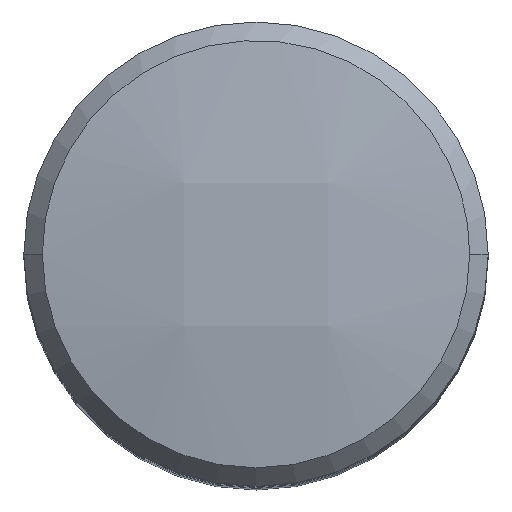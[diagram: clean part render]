
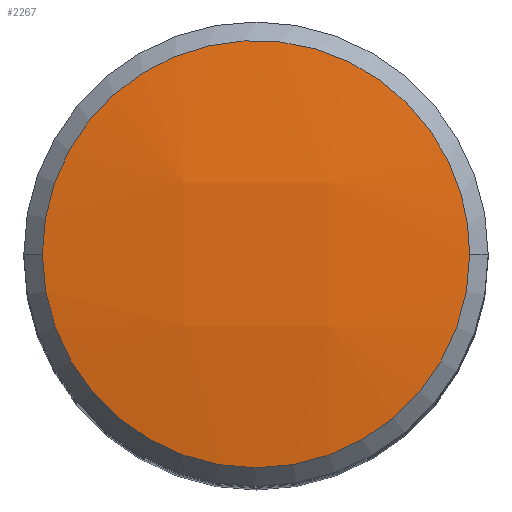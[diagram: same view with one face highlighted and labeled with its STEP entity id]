
A CAD part, top view. The second image highlights one B-rep face of the part: STEP entity #2267.
In plain terms, the highlighted free-form (B-spline) face has degree [3, 3] with [4, 4] control points.
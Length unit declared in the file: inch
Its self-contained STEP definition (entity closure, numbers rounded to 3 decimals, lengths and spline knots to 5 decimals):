
#3 = CARTESIAN_POINT ( 'NONE',  ( 0.4407, 0.57542, 6.97987 ) ) ;
#18 = CARTESIAN_POINT ( 'NONE',  ( -0.47874, 0.54571, 6.97987 ) ) ;
#223 = CARTESIAN_POINT ( 'NONE',  ( -0.36266, 0.62891, 6.97987 ) ) ;
#233 = CARTESIAN_POINT ( 'NONE',  ( 0.18755, 0.7013, 6.97987 ) ) ;
#244 = CARTESIAN_POINT ( 'NONE',  ( -0.09469, 0.71976, 6.97987 ) ) ;
#292 = CARTESIAN_POINT ( 'NONE',  ( -0.733, -0.72283, 6.9108 ) ) ;
#406 =( BOUNDED_SURFACE ( )  B_SPLINE_SURFACE ( 3, 3, ( 
 ( #996, #2044, #786, #1519 ),
 ( #3279, #2285, #1073, #1327 ),
 ( #2321, #2560, #520, #547 ),
 ( #2548, #1057, #1783, #292 ) ),
 .UNSPECIFIED., .F., .F., .F. ) 
 B_SPLINE_SURFACE_WITH_KNOTS ( ( 4, 4 ),
 ( 4, 4 ),
 ( 0., 1. ),
 ( 0., 1. ),
 .UNSPECIFIED. ) 
 GEOMETRIC_REPRESENTATION_ITEM ( )  RATIONAL_B_SPLINE_SURFACE ( (
 ( 1., 0.988, 0.988, 1.),
 ( 0.989, 0.977, 0.977, 0.989),
 ( 0.989, 0.977, 0.977, 0.989),
 ( 1., 0.988, 0.988, 1.) ) ) 
 REPRESENTATION_ITEM ( '' )  SURFACE ( )  );
#484 = CARTESIAN_POINT ( 'NONE',  ( -0.25557, 0.67824, 6.97987 ) ) ;
#502 = CARTESIAN_POINT ( 'NONE',  ( 0.57563, 0.44232, 6.97987 ) ) ;
#512 = CARTESIAN_POINT ( 'NONE',  ( 0.62727, 0.36314, 6.97987 ) ) ;
#520 = CARTESIAN_POINT ( 'NONE',  ( -0.24716, -0.24887, 7.09284 ) ) ;
#523 = CARTESIAN_POINT ( 'NONE',  ( -0.54468, 0.47818, 6.97987 ) ) ;
#547 = CARTESIAN_POINT ( 'NONE',  ( -0.24716, -0.73971, 7.00041 ) ) ;
#754 = CARTESIAN_POINT ( 'NONE',  ( 0.36224, 0.62778, 6.97987 ) ) ;
#764 = CARTESIAN_POINT ( 'NONE',  ( 0.71851, 0.09528, 6.97987 ) ) ;
#786 = CARTESIAN_POINT ( 'NONE',  ( 0.733, -0.24319, 7.00113 ) ) ;
#908 = CIRCLE ( 'NONE', #1738, 0.72441 ) ;
#931 = ORIENTED_EDGE ( 'NONE', *, *, #2114, .F. ) ;
#996 = CARTESIAN_POINT ( 'NONE',  ( 0.733, 0.72449, 6.91049 ) ) ;
#997 = CARTESIAN_POINT ( 'NONE',  ( -0.2333, 0.68623, 6.97987 ) ) ;
#1007 = CARTESIAN_POINT ( 'NONE',  ( 0., 0., 6.97987 ) ) ;
#1012 = CARTESIAN_POINT ( 'NONE',  ( 0.32044, 0.65011, 6.97987 ) ) ;
#1024 = CARTESIAN_POINT ( 'NONE',  ( -0.72441, 0., 6.97987 ) ) ;
#1037 = CARTESIAN_POINT ( 'NONE',  ( 0.04711, 0.72327, 6.97987 ) ) ;
#1057 = CARTESIAN_POINT ( 'NONE',  ( -0.733, 0.24488, 7.00102 ) ) ;
#1073 = CARTESIAN_POINT ( 'NONE',  ( 0.24716, -0.24887, 7.09284 ) ) ;
#1113 = VERTEX_POINT ( 'NONE', #1281 ) ;
#1263 = CARTESIAN_POINT ( 'NONE',  ( -0.32095, 0.65114, 6.97987 ) ) ;
#1276 = CARTESIAN_POINT ( 'NONE',  ( -0.67816, 0.25579, 6.97987 ) ) ;
#1281 = CARTESIAN_POINT ( 'NONE',  ( -0.72441, 0., 6.97987 ) ) ;
#1310 = CARTESIAN_POINT ( 'NONE',  ( -0.52879, 0.49569, 6.97987 ) ) ;
#1327 = CARTESIAN_POINT ( 'NONE',  ( 0.24716, -0.73971, 7.00041 ) ) ;
#1412 = VERTEX_POINT ( 'NONE', #2861 ) ;
#1519 = CARTESIAN_POINT ( 'NONE',  ( 0.733, -0.72283, 6.9108 ) ) ;
#1525 = CARTESIAN_POINT ( 'NONE',  ( -0.70009, 0.18764, 6.97987 ) ) ;
#1537 = CARTESIAN_POINT ( 'NONE',  ( 0.72441, 0.02392, 6.97987 ) ) ;
#1548 = CARTESIAN_POINT ( 'NONE',  ( -0.68621, 0.23335, 6.97987 ) ) ;
#1560 = CARTESIAN_POINT ( 'NONE',  ( -0.70586, 0.1646, 6.97987 ) ) ;
#1596 = FACE_OUTER_BOUND ( 'NONE', #2868, .T. ) ;
#1738 = AXIS2_PLACEMENT_3D ( 'NONE', #1007, #2724, #3218 ) ;
#1751 = EDGE_CURVE ( 'NONE', #1113, #1412, #2917, .T. ) ;
#1773 = CARTESIAN_POINT ( 'NONE',  ( 0.11806, 0.71511, 6.97987 ) ) ;
#1783 = CARTESIAN_POINT ( 'NONE',  ( -0.733, -0.24319, 7.00113 ) ) ;
#1789 = CARTESIAN_POINT ( 'NONE',  ( -0.44219, 0.57578, 6.97987 ) ) ;
#1796 = CARTESIAN_POINT ( 'NONE',  ( -0.04775, 0.72438, 6.97987 ) ) ;
#1811 = CARTESIAN_POINT ( 'NONE',  ( 0.54569, 0.47881, 6.97987 ) ) ;
#2014 = CARTESIAN_POINT ( 'NONE',  ( -0.71972, 0.09496, 6.97987 ) ) ;
#2022 = CARTESIAN_POINT ( 'NONE',  ( 0.47736, 0.5454, 6.97987 ) ) ;
#2035 = CARTESIAN_POINT ( 'NONE',  ( 0.02325, 0.72442, 6.97987 ) ) ;
#2044 = CARTESIAN_POINT ( 'NONE',  ( 0.733, 0.24488, 7.00102 ) ) ;
#2048 = CARTESIAN_POINT ( 'NONE',  ( 0.66003, 0.29948, 6.97987 ) ) ;
#2114 = EDGE_CURVE ( 'NONE', #1412, #1113, #908, .T. ) ;
#2263 = CARTESIAN_POINT ( 'NONE',  ( -0.1878, 0.70005, 6.97987 ) ) ;
#2267 = ADVANCED_FACE ( 'NONE', ( #1596 ), #406, .T. ) ;
#2274 = CARTESIAN_POINT ( 'NONE',  ( 0.40275, 0.60351, 6.97987 ) ) ;
#2285 = CARTESIAN_POINT ( 'NONE',  ( 0.24716, 0.2506, 7.09273 ) ) ;
#2289 = CARTESIAN_POINT ( 'NONE',  ( 0.64981, 0.32108, 6.97987 ) ) ;
#2312 = CARTESIAN_POINT ( 'NONE',  ( 0.61505, 0.38345, 6.97987 ) ) ;
#2321 = CARTESIAN_POINT ( 'NONE',  ( -0.24716, 0.7414, 7.00009 ) ) ;
#2506 = CARTESIAN_POINT ( 'NONE',  ( -0.58916, 0.42216, 6.97987 ) ) ;
#2517 = CARTESIAN_POINT ( 'NONE',  ( 0.49513, 0.52932, 6.97987 ) ) ;
#2527 = CARTESIAN_POINT ( 'NONE',  ( 0.72323, 0.04776, 6.97987 ) ) ;
#2548 = CARTESIAN_POINT ( 'NONE',  ( -0.733, 0.72449, 6.91049 ) ) ;
#2556 = CARTESIAN_POINT ( 'NONE',  ( 0.68725, 0.23389, 6.97987 ) ) ;
#2560 = CARTESIAN_POINT ( 'NONE',  ( -0.24716, 0.2506, 7.09273 ) ) ;
#2724 = DIRECTION ( 'NONE',  ( 0., 0., -1. ) ) ;
#2759 = CARTESIAN_POINT ( 'NONE',  ( -0.16451, 0.70588, 6.97987 ) ) ;
#2769 = CARTESIAN_POINT ( 'NONE',  ( 0.71496, 0.11898, 6.97987 ) ) ;
#2780 = CARTESIAN_POINT ( 'NONE',  ( 0.23274, 0.68765, 6.97987 ) ) ;
#2791 = CARTESIAN_POINT ( 'NONE',  ( 0.72441, 0., 6.97987 ) ) ;
#2805 = CARTESIAN_POINT ( 'NONE',  ( 0.29877, 0.66036, 6.97987 ) ) ;
#2861 = CARTESIAN_POINT ( 'NONE',  ( 0.72441, 0., 6.97987 ) ) ;
#2868 = EDGE_LOOP ( 'NONE', ( #3181, #931 ) ) ;
#2917 = B_SPLINE_CURVE_WITH_KNOTS ( 'NONE', 3,
 ( #1024, #3067, #2014, #1560, #1525, #1548, #1276, #3283, #3052, #2506, #3270, #523, #1310, #18, #1789, #223, #1263, #484, #997, #2263, #2759, #244, #1796, #2035, #1037, #3039, #1773, #233, #2780, #2805, #1012, #754, #2274, #3, #2022, #2517, #1811, #502, #2312, #512, #2289, #2048, #2556, #3032, #2769, #764, #2527, #1537, #2791 ),
 .UNSPECIFIED., .F., .F.,
 ( 4, 2, 2, 2, 2, 2, 2, 2, 2, 2, 2, 2, 2, 2, 2, 2, 1, 2, 2, 2, 2, 2, 2, 2, 4 ),
 ( 0., 0.0036, 0.00541, 0.00721, 0.01081, 0.01261, 0.01441, 0.01802, 0.02162, 0.02342, 0.02522, 0.02883, 0.03063, 0.03243, 0.03603, 0.03784, 0.03964, 0.04144, 0.04324, 0.04684, 0.04865, 0.05045, 0.05405, 0.05585, 0.05765 ),
 .UNSPECIFIED. ) ;
#3032 = CARTESIAN_POINT ( 'NONE',  ( 0.70099, 0.18877, 6.97987 ) ) ;
#3039 = CARTESIAN_POINT ( 'NONE',  ( 0.09461, 0.7186, 6.97987 ) ) ;
#3052 = CARTESIAN_POINT ( 'NONE',  ( -0.62872, 0.36294, 6.97987 ) ) ;
#3067 = CARTESIAN_POINT ( 'NONE',  ( -0.72441, 0.04784, 6.97987 ) ) ;
#3181 = ORIENTED_EDGE ( 'NONE', *, *, #1751, .F. ) ;
#3218 = DIRECTION ( 'NONE',  ( -1., 0., 0. ) ) ;
#3270 = CARTESIAN_POINT ( 'NONE',  ( -0.57485, 0.44145, 6.97987 ) ) ;
#3279 = CARTESIAN_POINT ( 'NONE',  ( 0.24716, 0.7414, 7.00009 ) ) ;
#3283 = CARTESIAN_POINT ( 'NONE',  ( -0.65096, 0.32134, 6.97987 ) ) ;
